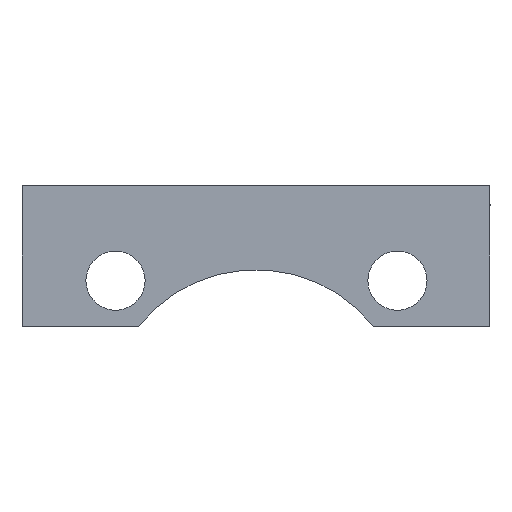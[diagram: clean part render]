
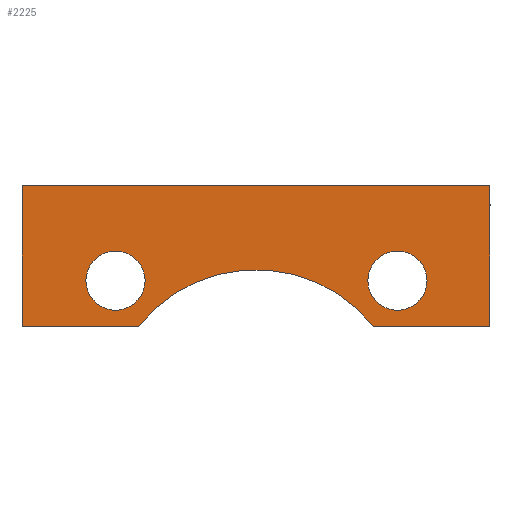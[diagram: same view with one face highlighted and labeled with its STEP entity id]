
A CAD part, front view. The second image highlights one B-rep face of the part: STEP entity #2225.
In plain terms, the highlighted planar face has unit normal (0, -1, 0).
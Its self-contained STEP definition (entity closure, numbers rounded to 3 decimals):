
#40=FACE_BOUND('',#348,.T.);
#41=FACE_BOUND('',#349,.T.);
#78=PLANE('',#2472);
#247=FACE_OUTER_BOUND('',#347,.T.);
#347=EDGE_LOOP('',(#2065,#2066,#2067,#2068,#2069,#2070));
#348=EDGE_LOOP('',(#2071));
#349=EDGE_LOOP('',(#2072));
#400=CIRCLE('',#2314,3.15);
#402=CIRCLE('',#2317,3.15);
#406=CIRCLE('',#2326,16.);
#485=LINE('',#3477,#657);
#531=LINE('',#3721,#703);
#535=LINE('',#3728,#707);
#537=LINE('',#3735,#709);
#624=LINE('',#4223,#796);
#657=VECTOR('',#2581,10.);
#703=VECTOR('',#2705,10.);
#707=VECTOR('',#2711,10.);
#709=VECTOR('',#2721,10.);
#796=VECTOR('',#3096,10.);
#849=VERTEX_POINT('',#3474);
#850=VERTEX_POINT('',#3476);
#920=VERTEX_POINT('',#3695);
#922=VERTEX_POINT('',#3701);
#928=VERTEX_POINT('',#3718);
#929=VERTEX_POINT('',#3720);
#931=VERTEX_POINT('',#3726);
#932=VERTEX_POINT('',#3733);
#1089=EDGE_CURVE('',#850,#849,#485,.T.);
#1162=EDGE_CURVE('',#920,#920,#400,.T.);
#1165=EDGE_CURVE('',#922,#922,#402,.T.);
#1174=EDGE_CURVE('',#929,#928,#531,.T.);
#1178=EDGE_CURVE('',#849,#931,#535,.T.);
#1180=EDGE_CURVE('',#931,#929,#406,.T.);
#1182=EDGE_CURVE('',#932,#928,#537,.T.);
#1382=EDGE_CURVE('',#850,#932,#624,.T.);
#2065=ORIENTED_EDGE('',*,*,#1182,.F.);
#2066=ORIENTED_EDGE('',*,*,#1382,.F.);
#2067=ORIENTED_EDGE('',*,*,#1089,.T.);
#2068=ORIENTED_EDGE('',*,*,#1178,.T.);
#2069=ORIENTED_EDGE('',*,*,#1180,.T.);
#2070=ORIENTED_EDGE('',*,*,#1174,.T.);
#2071=ORIENTED_EDGE('',*,*,#1162,.T.);
#2072=ORIENTED_EDGE('',*,*,#1165,.T.);
#2225=ADVANCED_FACE('',(#247,#40,#41),#78,.T.);
#2314=AXIS2_PLACEMENT_3D('',#3696,#2680,#2681);
#2317=AXIS2_PLACEMENT_3D('',#3702,#2687,#2688);
#2326=AXIS2_PLACEMENT_3D('',#3731,#2716,#2717);
#2472=AXIS2_PLACEMENT_3D('',#4224,#3097,#3098);
#2581=DIRECTION('',(0.,0.,-1.));
#2680=DIRECTION('center_axis',(0.,1.,0.));
#2681=DIRECTION('ref_axis',(-1.,0.,0.));
#2687=DIRECTION('center_axis',(0.,1.,0.));
#2688=DIRECTION('ref_axis',(-1.,0.,0.));
#2705=DIRECTION('',(1.,0.,0.));
#2711=DIRECTION('',(1.,0.,0.));
#2716=DIRECTION('center_axis',(0.,1.,0.));
#2717=DIRECTION('ref_axis',(-1.,0.,0.));
#2721=DIRECTION('',(0.,0.,-1.));
#3096=DIRECTION('',(1.,0.,0.));
#3097=DIRECTION('center_axis',(0.,-1.,0.));
#3098=DIRECTION('ref_axis',(1.,0.,0.));
#3474=CARTESIAN_POINT('',(-4.,-4.,-7.));
#3476=CARTESIAN_POINT('',(-4.,-4.,8.));
#3477=CARTESIAN_POINT('',(-4.,-4.,0.));
#3695=CARTESIAN_POINT('',(39.1,-4.,-2.13));
#3696=CARTESIAN_POINT('Origin',(35.95,-4.,-2.13));
#3701=CARTESIAN_POINT('',(9.1,-4.,-2.13));
#3702=CARTESIAN_POINT('Origin',(5.95,-4.,-2.13));
#3718=CARTESIAN_POINT('',(45.8,-4.,-7.));
#3720=CARTESIAN_POINT('',(33.425,-4.,-7.));
#3721=CARTESIAN_POINT('',(-4.,-4.,-7.));
#3726=CARTESIAN_POINT('',(8.375,-4.,-7.));
#3728=CARTESIAN_POINT('',(-4.,-4.,-7.));
#3731=CARTESIAN_POINT('Origin',(20.9,-4.,-16.956));
#3733=CARTESIAN_POINT('',(45.8,-4.,8.));
#3735=CARTESIAN_POINT('',(45.8,-4.,8.));
#4223=CARTESIAN_POINT('',(-4.,-4.,8.));
#4224=CARTESIAN_POINT('Origin',(-2.,-4.,0.));
